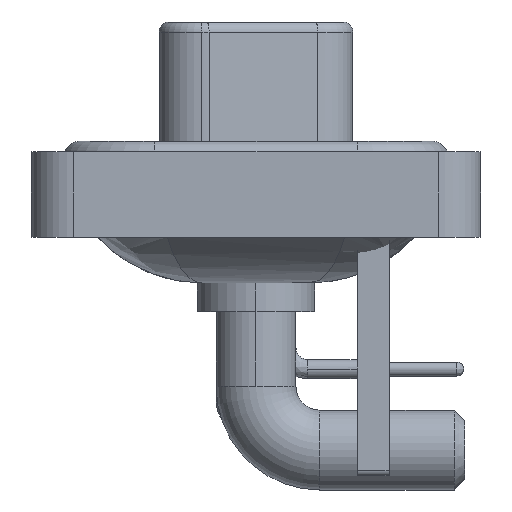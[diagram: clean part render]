
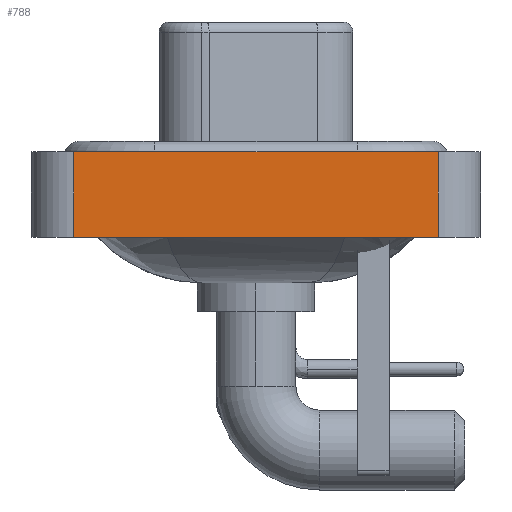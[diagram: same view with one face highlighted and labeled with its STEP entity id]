
A CAD part, left-side view. The second image highlights one B-rep face of the part: STEP entity #788.
In plain terms, the highlighted planar face has unit normal (-1, 0, 0).
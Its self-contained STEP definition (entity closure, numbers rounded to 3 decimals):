
#376 = VECTOR ( 'NONE', #8974, 1000. ) ;
#788 = ADVANCED_FACE ( 'NONE', ( #23620 ), #23349, .T. ) ;
#1160 = VERTEX_POINT ( 'NONE', #9420 ) ;
#1683 = EDGE_LOOP ( 'NONE', ( #15481, #2129, #18895, #4995 ) ) ;
#2057 = DIRECTION ( 'NONE',  ( 0., -1., 0. ) ) ;
#2129 = ORIENTED_EDGE ( 'NONE', *, *, #21881, .F. ) ;
#2333 = CARTESIAN_POINT ( 'NONE',  ( -7.35, 8.55, -3.6 ) ) ;
#3701 = DIRECTION ( 'NONE',  ( 0., 0., 1. ) ) ;
#4172 = LINE ( 'NONE', #6455, #21964 ) ;
#4995 = ORIENTED_EDGE ( 'NONE', *, *, #10587, .T. ) ;
#6455 = CARTESIAN_POINT ( 'NONE',  ( -7.35, -8.55, 0.4 ) ) ;
#7963 = LINE ( 'NONE', #16870, #21467 ) ;
#8096 = CARTESIAN_POINT ( 'NONE',  ( -7.35, -8.55, 0.4 ) ) ;
#8974 = DIRECTION ( 'NONE',  ( 0., 0., 1. ) ) ;
#9150 = VERTEX_POINT ( 'NONE', #2333 ) ;
#9313 = CARTESIAN_POINT ( 'NONE',  ( -7.35, -8.55, -3.6 ) ) ;
#9420 = CARTESIAN_POINT ( 'NONE',  ( -7.35, 8.55, 0.4 ) ) ;
#9757 = EDGE_CURVE ( 'NONE', #20982, #27130, #7963, .T. ) ;
#10587 = EDGE_CURVE ( 'NONE', #9150, #20982, #15702, .T. ) ;
#11216 = LINE ( 'NONE', #13625, #376 ) ;
#13625 = CARTESIAN_POINT ( 'NONE',  ( -7.35, 8.55, -3.6 ) ) ;
#15095 = CARTESIAN_POINT ( 'NONE',  ( -7.35, -8.55, -3.6 ) ) ;
#15481 = ORIENTED_EDGE ( 'NONE', *, *, #9757, .T. ) ;
#15702 = LINE ( 'NONE', #9313, #18059 ) ;
#16870 = CARTESIAN_POINT ( 'NONE',  ( -7.35, -8.55, -3.6 ) ) ;
#18059 = VECTOR ( 'NONE', #20247, 1000. ) ;
#18432 = EDGE_CURVE ( 'NONE', #9150, #1160, #11216, .T. ) ;
#18438 = CARTESIAN_POINT ( 'NONE',  ( -7.35, -8.55, -3.6 ) ) ;
#18895 = ORIENTED_EDGE ( 'NONE', *, *, #18432, .F. ) ;
#20137 = AXIS2_PLACEMENT_3D ( 'NONE', #15095, #25629, #21648 ) ;
#20247 = DIRECTION ( 'NONE',  ( 0., -1., 0. ) ) ;
#20982 = VERTEX_POINT ( 'NONE', #18438 ) ;
#21467 = VECTOR ( 'NONE', #3701, 1000. ) ;
#21648 = DIRECTION ( 'NONE',  ( 0., 0., 1. ) ) ;
#21881 = EDGE_CURVE ( 'NONE', #1160, #27130, #4172, .T. ) ;
#21964 = VECTOR ( 'NONE', #2057, 1000. ) ;
#23349 = PLANE ( 'NONE',  #20137 ) ;
#23620 = FACE_OUTER_BOUND ( 'NONE', #1683, .T. ) ;
#25629 = DIRECTION ( 'NONE',  ( -1., 0., 0. ) ) ;
#27130 = VERTEX_POINT ( 'NONE', #8096 ) ;
